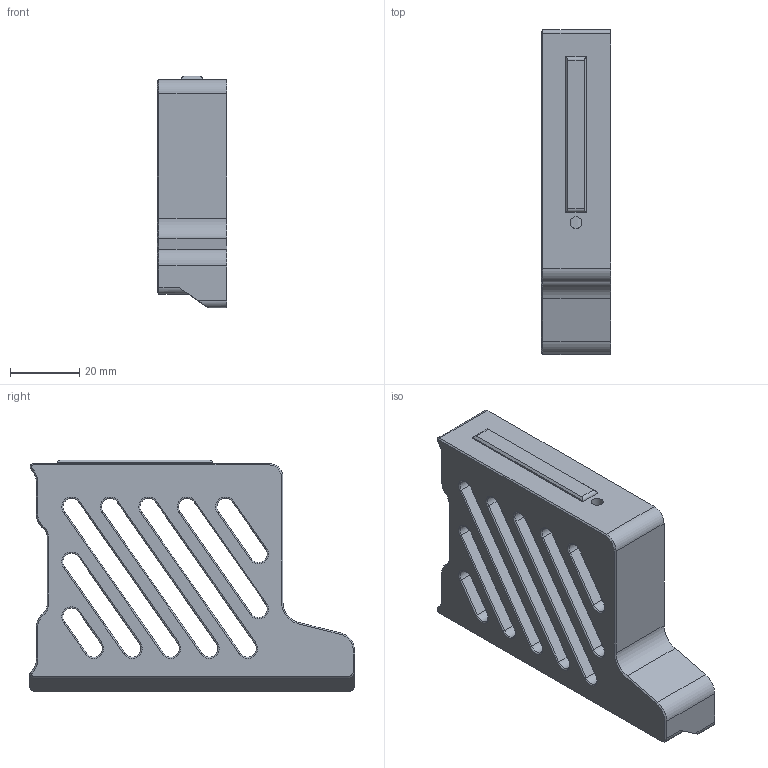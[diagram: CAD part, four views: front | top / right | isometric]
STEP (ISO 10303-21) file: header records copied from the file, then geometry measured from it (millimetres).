
FILE_DESCRIPTION(/* description */ (''),/* implementation_level */ '2;1');
FILE_NAME(/* name */ '300mm Side A.step',/* time_stamp */ '2022-07-17T23:27:37-06:00',/* author */ (''),/* organization */ (''),/* preprocessor_version */ 'ST-DEVELOPER v19',/* originating_system */ 'Autodesk Translation Framework v11.7.0.108',/* authorisation */ '');
FILE_SCHEMA (('AUTOMOTIVE_DESIGN { 1 0 10303 214 3 1 1 }'));
Length unit declared in the file: millimetre
Products named in the file (1): 300mm Side A
Bounding box: 20 x 94 x 67 mm (x, y, z)
Volume: 39377.7 mm3; surface area: 19801.6 mm2
Topology: 1 solids, 1 shells, 222 faces, 564 edges, 334 vertices
Faces by surface type: cylinder 81, plane 60, bspline 42, torus 27, cone 12
Full cylindrical faces by diameter (mm): 3.4 x1, 6 x1
Entity records: 8150 total; most frequent: CARTESIAN_POINT 2809, DIRECTION 1129, ORIENTED_EDGE 1120, EDGE_CURVE 560, AXIS2_PLACEMENT_3D 443, VERTEX_POINT 334, LINE 243, VECTOR 243
